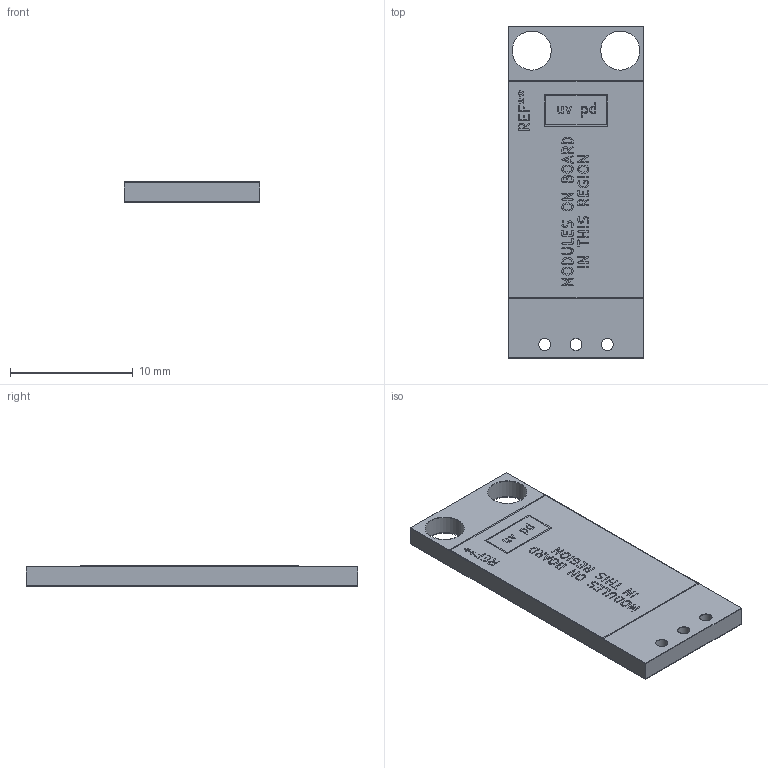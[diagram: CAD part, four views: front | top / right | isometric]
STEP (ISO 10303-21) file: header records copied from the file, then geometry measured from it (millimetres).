
FILE_DESCRIPTION(('KiCad electronic assembly'),'2;1');
FILE_NAME('helioHydration_indicator.step','2026-01-02T21:50:44',( 'Pcbnew'),('Kicad'),'Open CASCADE STEP processor 7.8', 'KiCad to STEP converter','Unknown');
FILE_SCHEMA(('AUTOMOTIVE_DESIGN { 1 0 10303 214 1 1 1 1 }'));
Length unit declared in the file: millimetre
Products named in the file (4): helioHydration_indicator 1; helioHydration_indicator_silkscreen; helioHydration_indicator_soldermask; helioHydration_indicator_PCB
Assembly tree (3 placements, depth 2):
  helioHydration_indicator 1
    helioHydration_indicator_silkscreen
    helioHydration_indicator_soldermask
    helioHydration_indicator_PCB
Bounding box: 11 x 27 x 1.64 mm (x, y, z)
Volume: 420.6 mm3; surface area: 1286.4 mm2
Topology: 1 solids, 40 shells, 50 faces, 647 edges, 638 vertices
Faces by surface type: plane 45, cylinder 5
Full cylindrical faces by diameter (mm): 1 x3, 3.2 x2
Entity records: 6354 total; most frequent: CARTESIAN_POINT 1339, DIRECTION 938, ORIENTED_EDGE 674, EDGE_CURVE 647, VERTEX_POINT 638, LINE 464, VECTOR 464, AXIS2_PLACEMENT_3D 237
